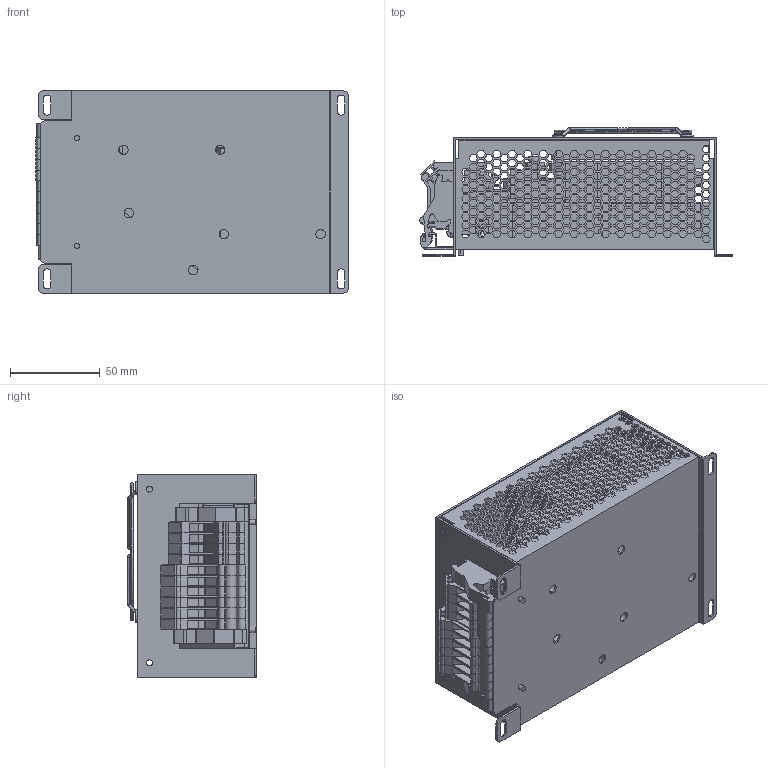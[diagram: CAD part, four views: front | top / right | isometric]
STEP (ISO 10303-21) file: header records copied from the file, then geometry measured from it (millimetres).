
FILE_DESCRIPTION (( 'STEP AP214' ), '1' );
FILE_NAME ('萇埭眊V33.S', '2024-11-19T06:11:53', ( '' ), ( '' ), 'SwSTEP 2.0', 'SolidWorks 2024', '' );
FILE_SCHEMA (( 'AUTOMOTIVE_DESIGN' ));
Length unit declared in the file: millimetre
Products named in the file (15): 电源箱V33; 继电器1; 12V2A模块; 双键继电器; 电源箱V33B; 时间继电器; 电源箱V33A; 5V8A电源模块; 8010风扇; uk端子a; uk端子c; uk端子b; cross recessed cheese head screws type a gb_GB_CROSS_SCREWS_TYPE135 M3X4-N; 导轨; 8010风扇防护网
Assembly tree (25 placements, depth 2):
  电源箱V33
    电源箱V33B
    继电器1
    双键继电器
    12V2A模块
    电源箱V33A
    时间继电器
    5V8A电源模块  x2
    导轨
    8010风扇
    8010风扇防护网
    uk端子a  x2
    uk端子b  x6
    uk端子c  x4
    cross recessed cheese head screws type a gb_GB_CROSS_SCREWS_TYPE135 M3X4-N  x2
Bounding box: 174.43 x 71.5 x 113 mm (x, y, z)
Volume: 425772.7 mm3; surface area: 279477.5 mm2
Topology: 50 solids, 50 shells, 6096 faces, 17763 edges, 11800 vertices
Faces by surface type: plane 5231, cylinder 673, bspline 156, torus 28, cone 8
Entity records: 165190 total; most frequent: CARTESIAN_POINT 33561, ORIENTED_EDGE 28274, DIRECTION 24257, EDGE_CURVE 14137, LINE 13117, VECTOR 13117, VERTEX_POINT 9406, EDGE_LOOP 6217
